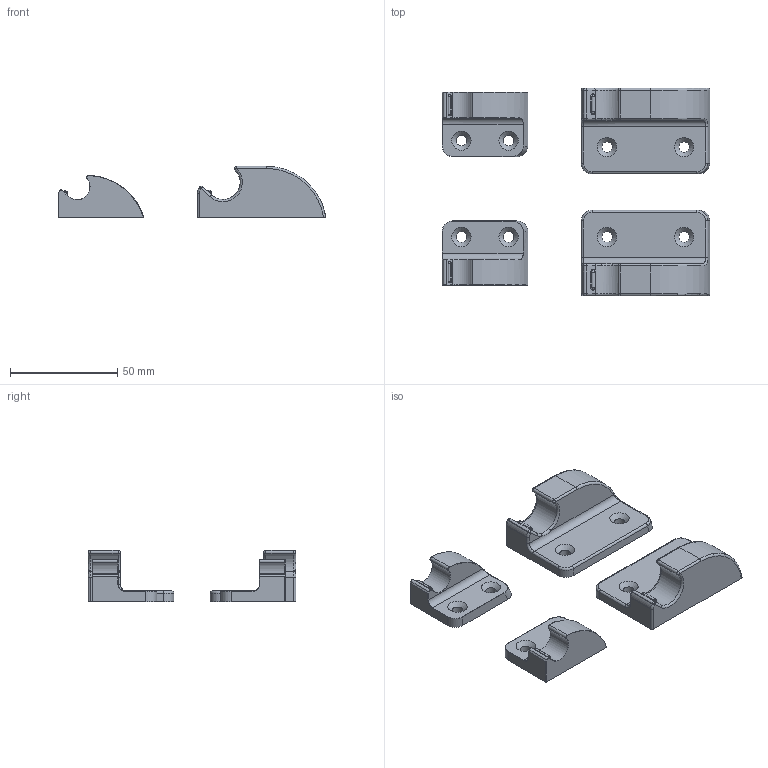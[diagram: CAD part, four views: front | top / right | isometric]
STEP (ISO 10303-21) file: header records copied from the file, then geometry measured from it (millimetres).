
FILE_DESCRIPTION(/* description */ (''),/* implementation_level */ '2;1');
FILE_NAME(/* name */ 'quilt hook v9.step',/* time_stamp */ '2022-02-27T13:53:34-05:00',/* author */ (''),/* organization */ (''),/* preprocessor_version */ 'ST-DEVELOPER v18.1',/* originating_system */ 'Autodesk Translation Framework v10.13.0.1454',/* authorisation */ '');
FILE_SCHEMA (('AUTOMOTIVE_DESIGN { 1 0 10303 214 3 1 1 }'));
Length unit declared in the file: millimetre
Products named in the file (5): quilt hook; hook_right; hook_left; hook_right_small; hook_left_small
Assembly tree (4 placements, depth 2):
  quilt hook
    hook_right
    hook_left
    hook_right_small
    hook_left_small
Bounding box: 125 x 97 x 24 mm (x, y, z)
Volume: 63983.5 mm3; surface area: 22981 mm2
Topology: 4 solids, 4 shells, 234 faces, 522 edges, 300 vertices
Faces by surface type: cylinder 96, torus 50, plane 46, sphere 24, bspline 10, cone 8
Full cylindrical faces by diameter (mm): 5 x8
Entity records: 7056 total; most frequent: CARTESIAN_POINT 1589, DIRECTION 1240, ORIENTED_EDGE 1044, EDGE_CURVE 522, AXIS2_PLACEMENT_3D 517, VERTEX_POINT 300, CIRCLE 280, EDGE_LOOP 254
